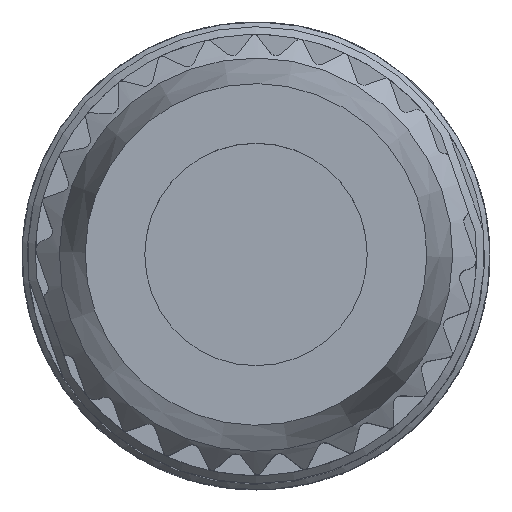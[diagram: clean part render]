
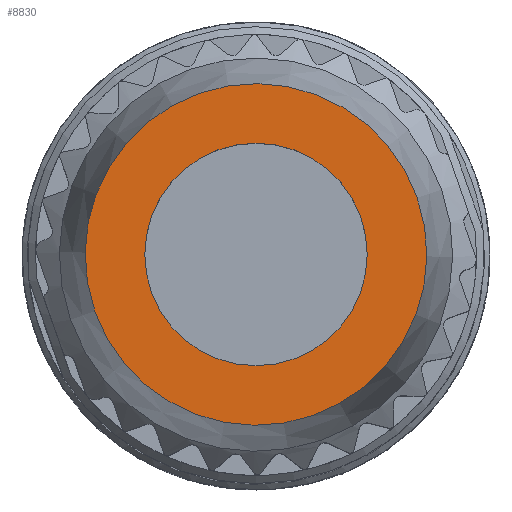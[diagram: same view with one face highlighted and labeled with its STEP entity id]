
A CAD part, top view. The second image highlights one B-rep face of the part: STEP entity #8830.
In plain terms, the highlighted planar face has unit normal (0, 0, 1).
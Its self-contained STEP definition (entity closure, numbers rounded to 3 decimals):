
#458=FACE_BOUND('',#1062,.T.);
#559=FACE_OUTER_BOUND('',#1061,.T.);
#1061=EDGE_LOOP('',(#5676));
#1062=EDGE_LOOP('',(#5677));
#2920=CIRCLE('',#9512,4.3);
#2921=CIRCLE('',#9513,2.8);
#3390=VERTEX_POINT('',#13285);
#3391=VERTEX_POINT('',#13287);
#4298=EDGE_CURVE('',#3390,#3390,#2920,.T.);
#4299=EDGE_CURVE('',#3391,#3391,#2921,.T.);
#5676=ORIENTED_EDGE('',*,*,#4298,.F.);
#5677=ORIENTED_EDGE('',*,*,#4299,.F.);
#8033=PLANE('',#9511);
#8830=ADVANCED_FACE('',(#559,#458),#8033,.T.);
#9511=AXIS2_PLACEMENT_3D('',#13284,#10788,#10789);
#9512=AXIS2_PLACEMENT_3D('',#13286,#10790,#10791);
#9513=AXIS2_PLACEMENT_3D('',#13288,#10792,#10793);
#10788=DIRECTION('center_axis',(0.,0.,1.));
#10789=DIRECTION('ref_axis',(0.331,-0.944,0.));
#10790=DIRECTION('center_axis',(0.,0.,
-1.));
#10791=DIRECTION('ref_axis',(0.944,0.331,0.));
#10792=DIRECTION('center_axis',(0.,0.,1.));
#10793=DIRECTION('ref_axis',(1.,0.,0.));
#13284=CARTESIAN_POINT('Origin',(95.392,-55.029,10.7));
#13285=CARTESIAN_POINT('',(105.479,-56.5,10.7));
#13286=CARTESIAN_POINT('Origin',(101.422,-57.925,10.7));
#13287=CARTESIAN_POINT('',(104.222,-57.925,10.7));
#13288=CARTESIAN_POINT('Origin',(101.422,-57.925,10.7));
